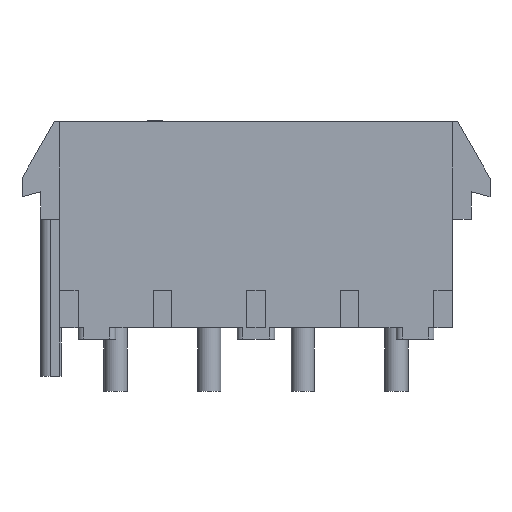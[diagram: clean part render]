
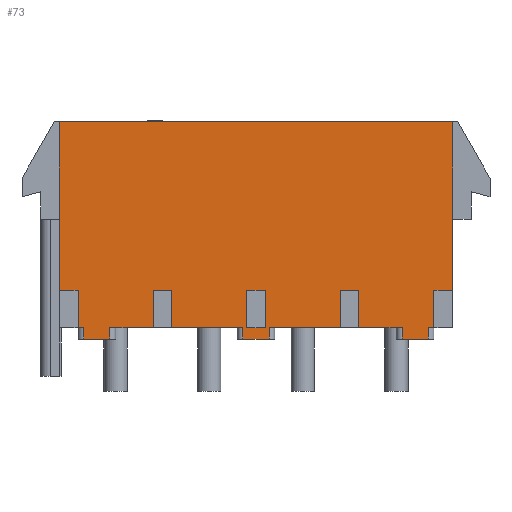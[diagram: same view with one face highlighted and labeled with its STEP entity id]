
A CAD part, front view. The second image highlights one B-rep face of the part: STEP entity #73.
In plain terms, the highlighted planar face has unit normal (0, -1, 0).
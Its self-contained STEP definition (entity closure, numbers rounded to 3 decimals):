
#73=ADVANCED_FACE('',(#269,#270),#271,.T.);
#269=FACE_OUTER_BOUND('',#615,.T.);
#270=FACE_BOUND('',#616,.T.);
#271=PLANE('',#617);
#615=EDGE_LOOP('',(#1161,#1162,#1163,#1164,#1165,#1166,#1167,#1168,#1169,#1170,#1171,#1172,#1173,#1174,#1175,#1176,#1177,#1178,#1179,#1180,#1181,#1182,#1183,#1184,#1185,#1186,#1187,#1188));
#616=EDGE_LOOP('',(#1189,#1190,#1191,#1192));
#617=AXIS2_PLACEMENT_3D('',#1193,#1194,#1195);
#1161=ORIENTED_EDGE('',*,*,#2383,.T.);
#1162=ORIENTED_EDGE('',*,*,#2384,.T.);
#1163=ORIENTED_EDGE('',*,*,#2385,.F.);
#1164=ORIENTED_EDGE('',*,*,#2359,.T.);
#1165=ORIENTED_EDGE('',*,*,#2386,.T.);
#1166=ORIENTED_EDGE('',*,*,#2387,.F.);
#1167=ORIENTED_EDGE('',*,*,#2388,.F.);
#1168=ORIENTED_EDGE('',*,*,#2355,.T.);
#1169=ORIENTED_EDGE('',*,*,#2389,.T.);
#1170=ORIENTED_EDGE('',*,*,#2390,.T.);
#1171=ORIENTED_EDGE('',*,*,#2391,.F.);
#1172=ORIENTED_EDGE('',*,*,#2351,.T.);
#1173=ORIENTED_EDGE('',*,*,#2392,.T.);
#1174=ORIENTED_EDGE('',*,*,#2393,.F.);
#1175=ORIENTED_EDGE('',*,*,#2394,.F.);
#1176=ORIENTED_EDGE('',*,*,#2347,.T.);
#1177=ORIENTED_EDGE('',*,*,#2395,.T.);
#1178=ORIENTED_EDGE('',*,*,#2396,.F.);
#1179=ORIENTED_EDGE('',*,*,#2397,.F.);
#1180=ORIENTED_EDGE('',*,*,#2398,.F.);
#1181=ORIENTED_EDGE('',*,*,#2302,.T.);
#1182=ORIENTED_EDGE('',*,*,#2399,.T.);
#1183=ORIENTED_EDGE('',*,*,#2400,.F.);
#1184=ORIENTED_EDGE('',*,*,#2367,.T.);
#1185=ORIENTED_EDGE('',*,*,#2401,.T.);
#1186=ORIENTED_EDGE('',*,*,#2402,.F.);
#1187=ORIENTED_EDGE('',*,*,#2403,.F.);
#1188=ORIENTED_EDGE('',*,*,#2363,.T.);
#1189=ORIENTED_EDGE('',*,*,#2404,.T.);
#1190=ORIENTED_EDGE('',*,*,#2405,.F.);
#1191=ORIENTED_EDGE('',*,*,#2327,.T.);
#1192=ORIENTED_EDGE('',*,*,#2382,.T.);
#1193=CARTESIAN_POINT('',(-13.335,-3.81,0.0));
#1194=DIRECTION('',(0.0,-1.0,0.0));
#1195=DIRECTION('',(0.0,0.0,-1.0));
#2302=EDGE_CURVE('',#2791,#2789,#2792,.T.);
#2327=EDGE_CURVE('',#2836,#2837,#2838,.T.);
#2347=EDGE_CURVE('',#2870,#2868,#2871,.T.);
#2351=EDGE_CURVE('',#2876,#2874,#2877,.T.);
#2355=EDGE_CURVE('',#2884,#2882,#2885,.T.);
#2359=EDGE_CURVE('',#2890,#2888,#2891,.T.);
#2363=EDGE_CURVE('',#2898,#2896,#2899,.T.);
#2367=EDGE_CURVE('',#2904,#2902,#2905,.T.);
#2382=EDGE_CURVE('',#2837,#2930,#2932,.T.);
#2383=EDGE_CURVE('',#2896,#2933,#2934,.T.);
#2384=EDGE_CURVE('',#2933,#2935,#2936,.T.);
#2385=EDGE_CURVE('',#2890,#2935,#2937,.T.);
#2386=EDGE_CURVE('',#2888,#2938,#2939,.T.);
#2387=EDGE_CURVE('',#2940,#2938,#2941,.T.);
#2388=EDGE_CURVE('',#2884,#2940,#2942,.T.);
#2389=EDGE_CURVE('',#2882,#2943,#2944,.T.);
#2390=EDGE_CURVE('',#2943,#2945,#2946,.T.);
#2391=EDGE_CURVE('',#2876,#2945,#2947,.T.);
#2392=EDGE_CURVE('',#2874,#2948,#2949,.T.);
#2393=EDGE_CURVE('',#2950,#2948,#2951,.T.);
#2394=EDGE_CURVE('',#2870,#2950,#2952,.T.);
#2395=EDGE_CURVE('',#2868,#2953,#2954,.T.);
#2396=EDGE_CURVE('',#2955,#2953,#2956,.T.);
#2397=EDGE_CURVE('',#2957,#2955,#2958,.T.);
#2398=EDGE_CURVE('',#2791,#2957,#2959,.T.);
#2399=EDGE_CURVE('',#2789,#2960,#2961,.T.);
#2400=EDGE_CURVE('',#2904,#2960,#2962,.T.);
#2401=EDGE_CURVE('',#2902,#2963,#2964,.T.);
#2402=EDGE_CURVE('',#2965,#2963,#2966,.T.);
#2403=EDGE_CURVE('',#2898,#2965,#2967,.T.);
#2404=EDGE_CURVE('',#2930,#2968,#2969,.T.);
#2405=EDGE_CURVE('',#2836,#2968,#2970,.T.);
#2789=VERTEX_POINT('',#3515);
#2791=VERTEX_POINT('',#3518);
#2792=LINE('',#3519,#3520);
#2836=VERTEX_POINT('',#3588);
#2837=VERTEX_POINT('',#3589);
#2838=LINE('',#3590,#3591);
#2868=VERTEX_POINT('',#3633);
#2870=VERTEX_POINT('',#3636);
#2871=LINE('',#3637,#3638);
#2874=VERTEX_POINT('',#3642);
#2876=VERTEX_POINT('',#3644);
#2877=LINE('',#3645,#3646);
#2882=VERTEX_POINT('',#3653);
#2884=VERTEX_POINT('',#3656);
#2885=LINE('',#3657,#3658);
#2888=VERTEX_POINT('',#3662);
#2890=VERTEX_POINT('',#3664);
#2891=LINE('',#3665,#3666);
#2896=VERTEX_POINT('',#3673);
#2898=VERTEX_POINT('',#3676);
#2899=LINE('',#3677,#3678);
#2902=VERTEX_POINT('',#3682);
#2904=VERTEX_POINT('',#3684);
#2905=LINE('',#3685,#3686);
#2930=VERTEX_POINT('',#3716);
#2932=LINE('',#3719,#3720);
#2933=VERTEX_POINT('',#3721);
#2934=LINE('',#3722,#3723);
#2935=VERTEX_POINT('',#3724);
#2936=LINE('',#3725,#3726);
#2937=LINE('',#3727,#3728);
#2938=VERTEX_POINT('',#3729);
#2939=LINE('',#3730,#3731);
#2940=VERTEX_POINT('',#3732);
#2941=LINE('',#3733,#3734);
#2942=LINE('',#3735,#3736);
#2943=VERTEX_POINT('',#3737);
#2944=LINE('',#3738,#3739);
#2945=VERTEX_POINT('',#3740);
#2946=LINE('',#3741,#3742);
#2947=LINE('',#3743,#3744);
#2948=VERTEX_POINT('',#3745);
#2949=LINE('',#3746,#3747);
#2950=VERTEX_POINT('',#3748);
#2951=LINE('',#3749,#3750);
#2952=LINE('',#3751,#3752);
#2953=VERTEX_POINT('',#3753);
#2954=LINE('',#3754,#3755);
#2955=VERTEX_POINT('',#3756);
#2956=LINE('',#3757,#3758);
#2957=VERTEX_POINT('',#3759);
#2958=LINE('',#3760,#3761);
#2959=LINE('',#3762,#3763);
#2960=VERTEX_POINT('',#3764);
#2961=LINE('',#3765,#3766);
#2962=LINE('',#3767,#3768);
#2963=VERTEX_POINT('',#3769);
#2964=LINE('',#3770,#3771);
#2965=VERTEX_POINT('',#3772);
#2966=LINE('',#3773,#3774);
#2967=LINE('',#3775,#3776);
#2968=VERTEX_POINT('',#3777);
#2969=LINE('',#3778,#3779);
#2970=LINE('',#3780,#3781);
#3515=CARTESIAN_POINT('',(-13.335,-3.81,-11.43));
#3518=CARTESIAN_POINT('',(-13.335,-3.81,0.0));
#3519=CARTESIAN_POINT('',(-13.335,-3.81,0.0));
#3520=VECTOR('',#4459,11.43);
#3588=CARTESIAN_POINT('',(0.635,-3.81,-13.97));
#3589=CARTESIAN_POINT('',(-0.635,-3.81,-13.97));
#3590=CARTESIAN_POINT('',(0.635,-3.81,-13.97));
#3591=VECTOR('',#4484,1.27);
#3633=CARTESIAN_POINT('',(12.065,-3.81,-13.97));
#3636=CARTESIAN_POINT('',(11.684,-3.81,-13.97));
#3637=CARTESIAN_POINT('',(11.684,-3.81,-13.97));
#3638=VECTOR('',#4516,0.381);
#3642=CARTESIAN_POINT('',(9.906,-3.81,-13.97));
#3644=CARTESIAN_POINT('',(6.985,-3.81,-13.97));
#3645=CARTESIAN_POINT('',(6.985,-3.81,-13.97));
#3646=VECTOR('',#4524,2.921);
#3653=CARTESIAN_POINT('',(5.715,-3.81,-13.97));
#3656=CARTESIAN_POINT('',(0.889,-3.81,-13.97));
#3657=CARTESIAN_POINT('',(0.889,-3.81,-13.97));
#3658=VECTOR('',#4528,4.826);
#3662=CARTESIAN_POINT('',(-0.889,-3.81,-13.97));
#3664=CARTESIAN_POINT('',(-5.715,-3.81,-13.97));
#3665=CARTESIAN_POINT('',(-5.715,-3.81,-13.97));
#3666=VECTOR('',#4536,4.826);
#3673=CARTESIAN_POINT('',(-6.985,-3.81,-13.97));
#3676=CARTESIAN_POINT('',(-9.906,-3.81,-13.97));
#3677=CARTESIAN_POINT('',(-9.906,-3.81,-13.97));
#3678=VECTOR('',#4540,2.921);
#3682=CARTESIAN_POINT('',(-11.684,-3.81,-13.97));
#3684=CARTESIAN_POINT('',(-12.065,-3.81,-13.97));
#3685=CARTESIAN_POINT('',(-12.065,-3.81,-13.97));
#3686=VECTOR('',#4548,0.381);
#3716=CARTESIAN_POINT('',(-0.635,-3.81,-11.43));
#3719=CARTESIAN_POINT('',(-0.635,-3.81,-13.97));
#3720=VECTOR('',#4579,2.54);
#3721=CARTESIAN_POINT('',(-6.985,-3.81,-11.43));
#3722=CARTESIAN_POINT('',(-6.985,-3.81,-13.97));
#3723=VECTOR('',#4580,2.54);
#3724=CARTESIAN_POINT('',(-5.715,-3.81,-11.43));
#3725=CARTESIAN_POINT('',(-6.985,-3.81,-11.43));
#3726=VECTOR('',#4581,1.27);
#3727=CARTESIAN_POINT('',(-5.715,-3.81,-13.97));
#3728=VECTOR('',#4582,2.54);
#3729=CARTESIAN_POINT('',(-0.889,-3.81,-14.732));
#3730=CARTESIAN_POINT('',(-0.889,-3.81,-13.97));
#3731=VECTOR('',#4583,0.762);
#3732=CARTESIAN_POINT('',(0.889,-3.81,-14.732));
#3733=CARTESIAN_POINT('',(0.889,-3.81,-14.732));
#3734=VECTOR('',#4584,1.778);
#3735=CARTESIAN_POINT('',(0.889,-3.81,-13.97));
#3736=VECTOR('',#4585,0.762);
#3737=CARTESIAN_POINT('',(5.715,-3.81,-11.43));
#3738=CARTESIAN_POINT('',(5.715,-3.81,-13.97));
#3739=VECTOR('',#4586,2.54);
#3740=CARTESIAN_POINT('',(6.985,-3.81,-11.43));
#3741=CARTESIAN_POINT('',(5.715,-3.81,-11.43));
#3742=VECTOR('',#4587,1.27);
#3743=CARTESIAN_POINT('',(6.985,-3.81,-13.97));
#3744=VECTOR('',#4588,2.54);
#3745=CARTESIAN_POINT('',(9.906,-3.81,-14.732));
#3746=CARTESIAN_POINT('',(9.906,-3.81,-13.97));
#3747=VECTOR('',#4589,0.762);
#3748=CARTESIAN_POINT('',(11.684,-3.81,-14.732));
#3749=CARTESIAN_POINT('',(11.684,-3.81,-14.732));
#3750=VECTOR('',#4590,1.778);
#3751=CARTESIAN_POINT('',(11.684,-3.81,-13.97));
#3752=VECTOR('',#4591,0.762);
#3753=CARTESIAN_POINT('',(12.065,-3.81,-11.43));
#3754=CARTESIAN_POINT('',(12.065,-3.81,-13.97));
#3755=VECTOR('',#4592,2.54);
#3756=CARTESIAN_POINT('',(13.335,-3.81,-11.43));
#3757=CARTESIAN_POINT('',(13.335,-3.81,-11.43));
#3758=VECTOR('',#4593,1.27);
#3759=CARTESIAN_POINT('',(13.335,-3.81,0.0));
#3760=CARTESIAN_POINT('',(13.335,-3.81,0.0));
#3761=VECTOR('',#4594,11.43);
#3762=CARTESIAN_POINT('',(-13.335,-3.81,0.0));
#3763=VECTOR('',#4595,26.67);
#3764=CARTESIAN_POINT('',(-12.065,-3.81,-11.43));
#3765=CARTESIAN_POINT('',(-13.335,-3.81,-11.43));
#3766=VECTOR('',#4596,1.27);
#3767=CARTESIAN_POINT('',(-12.065,-3.81,-13.97));
#3768=VECTOR('',#4597,2.54);
#3769=CARTESIAN_POINT('',(-11.684,-3.81,-14.732));
#3770=CARTESIAN_POINT('',(-11.684,-3.81,-13.97));
#3771=VECTOR('',#4598,0.762);
#3772=CARTESIAN_POINT('',(-9.906,-3.81,-14.732));
#3773=CARTESIAN_POINT('',(-9.906,-3.81,-14.732));
#3774=VECTOR('',#4599,1.778);
#3775=CARTESIAN_POINT('',(-9.906,-3.81,-13.97));
#3776=VECTOR('',#4600,0.762);
#3777=CARTESIAN_POINT('',(0.635,-3.81,-11.43));
#3778=CARTESIAN_POINT('',(-0.635,-3.81,-11.43));
#3779=VECTOR('',#4601,1.27);
#3780=CARTESIAN_POINT('',(0.635,-3.81,-13.97));
#3781=VECTOR('',#4602,2.54);
#4459=DIRECTION('',(0.0,0.0,-1.0));
#4484=DIRECTION('',(-1.0,0.0,0.0));
#4516=DIRECTION('',(1.0,0.0,0.0));
#4524=DIRECTION('',(1.0,0.0,0.0));
#4528=DIRECTION('',(1.0,0.0,0.0));
#4536=DIRECTION('',(1.0,0.0,0.0));
#4540=DIRECTION('',(1.0,0.0,0.0));
#4548=DIRECTION('',(1.0,0.0,0.0));
#4579=DIRECTION('',(0.0,0.0,1.0));
#4580=DIRECTION('',(0.0,0.0,1.0));
#4581=DIRECTION('',(1.0,0.0,0.0));
#4582=DIRECTION('',(0.0,0.0,1.0));
#4583=DIRECTION('',(0.0,0.0,-1.0));
#4584=DIRECTION('',(-1.0,0.0,0.0));
#4585=DIRECTION('',(0.0,0.0,-1.0));
#4586=DIRECTION('',(0.0,0.0,1.0));
#4587=DIRECTION('',(1.0,0.0,0.0));
#4588=DIRECTION('',(0.0,0.0,1.0));
#4589=DIRECTION('',(0.0,0.0,-1.0));
#4590=DIRECTION('',(-1.0,0.0,0.0));
#4591=DIRECTION('',(0.0,0.0,-1.0));
#4592=DIRECTION('',(0.0,0.0,1.0));
#4593=DIRECTION('',(-1.0,0.0,0.0));
#4594=DIRECTION('',(0.0,0.0,-1.0));
#4595=DIRECTION('',(1.0,0.0,0.0));
#4596=DIRECTION('',(1.0,0.0,0.0));
#4597=DIRECTION('',(0.0,0.0,1.0));
#4598=DIRECTION('',(0.0,0.0,-1.0));
#4599=DIRECTION('',(-1.0,0.0,0.0));
#4600=DIRECTION('',(0.0,0.0,-1.0));
#4601=DIRECTION('',(1.0,0.0,0.0));
#4602=DIRECTION('',(0.0,0.0,1.0));
